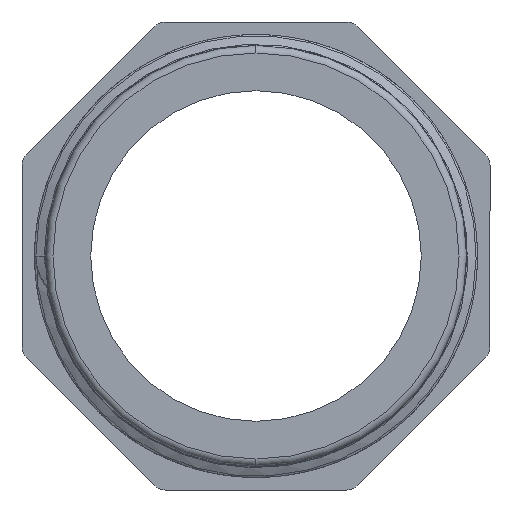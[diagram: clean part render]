
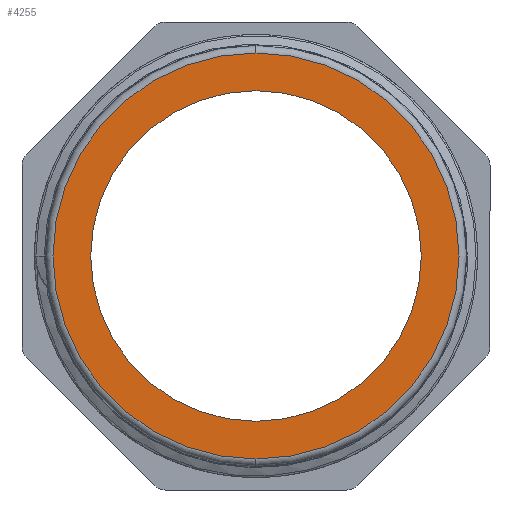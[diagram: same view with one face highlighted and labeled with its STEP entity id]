
A CAD part, left-side view. The second image highlights one B-rep face of the part: STEP entity #4255.
In plain terms, the highlighted planar face has unit normal (-1, 0, 0).
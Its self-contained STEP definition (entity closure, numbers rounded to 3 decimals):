
#802 = AXIS2_PLACEMENT_3D ( 'NONE', #7813, #7814, #7815 ) ;
#811 = AXIS2_PLACEMENT_3D ( 'NONE', #7807, #7808, #7809 ) ;
#817 = CIRCLE ( 'NONE', #811, 27.328 ) ;
#823 = CIRCLE ( 'NONE', #802, 22.25 ) ;
#4255 = ADVANCED_FACE ( 'NONE', ( #10178, #10170 ), #10179, .F. ) ;
#4380 = EDGE_CURVE ( 'NONE', #4540, #4537, #817, .T. ) ;
#4382 = EDGE_CURVE ( 'NONE', #4571, #4570, #823, .T. ) ;
#4459 = AXIS2_PLACEMENT_3D ( 'NONE', #10174, #10181, #10182 ) ;
#4537 = VERTEX_POINT ( 'NONE', #7863 ) ;
#4540 = VERTEX_POINT ( 'NONE', #7872 ) ;
#4570 = VERTEX_POINT ( 'NONE', #7902 ) ;
#4571 = VERTEX_POINT ( 'NONE', #7903 ) ;
#4796 = ORIENTED_EDGE ( 'NONE', *, *, #4380, .T. ) ;
#4797 = ORIENTED_EDGE ( 'NONE', *, *, #11629, .T. ) ;
#4798 = ORIENTED_EDGE ( 'NONE', *, *, #4382, .F. ) ;
#4799 = ORIENTED_EDGE ( 'NONE', *, *, #11630, .F. ) ;
#5030 = EDGE_LOOP ( 'NONE', ( #4798, #4799 ) ) ;
#5033 = EDGE_LOOP ( 'NONE', ( #4796, #4797 ) ) ;
#7807 = CARTESIAN_POINT ( 'NONE',  ( 0., 0., 0. ) ) ;
#7808 = DIRECTION ( 'NONE',  ( -1., 0., 0. ) ) ;
#7809 = DIRECTION ( 'NONE',  ( 0., 0., -1. ) ) ;
#7813 = CARTESIAN_POINT ( 'NONE',  ( 0., 0., 0. ) ) ;
#7814 = DIRECTION ( 'NONE',  ( -1., 0., 0. ) ) ;
#7815 = DIRECTION ( 'NONE',  ( 0., 0., 1. ) ) ;
#7863 = CARTESIAN_POINT ( 'NONE',  ( 0., 0., 27.328 ) ) ;
#7872 = CARTESIAN_POINT ( 'NONE',  ( 0., 0., -27.328 ) ) ;
#7902 = CARTESIAN_POINT ( 'NONE',  ( 0., 0., -22.25 ) ) ;
#7903 = CARTESIAN_POINT ( 'NONE',  ( 0., 0., 22.25 ) ) ;
#10170 = FACE_BOUND ( 'NONE', #5030, .T. ) ;
#10174 = CARTESIAN_POINT ( 'NONE',  ( 0., 0., -22.25 ) ) ;
#10178 = FACE_OUTER_BOUND ( 'NONE', #5033, .T. ) ;
#10179 = PLANE ( 'NONE',  #4459 ) ;
#10181 = DIRECTION ( 'NONE',  ( 1., 0., 0. ) ) ;
#10182 = DIRECTION ( 'NONE',  ( 0., 0., -1. ) ) ;
#11134 = CIRCLE ( 'NONE', #11139, 27.328 ) ;
#11136 = CIRCLE ( 'NONE', #11143, 22.25 ) ;
#11139 = AXIS2_PLACEMENT_3D ( 'NONE', #12630, #12631, #12632 ) ;
#11143 = AXIS2_PLACEMENT_3D ( 'NONE', #12633, #12634, #12635 ) ;
#11629 = EDGE_CURVE ( 'NONE', #4537, #4540, #11134, .T. ) ;
#11630 = EDGE_CURVE ( 'NONE', #4570, #4571, #11136, .T. ) ;
#12630 = CARTESIAN_POINT ( 'NONE',  ( 0., 0., 0. ) ) ;
#12631 = DIRECTION ( 'NONE',  ( -1., 0., 0. ) ) ;
#12632 = DIRECTION ( 'NONE',  ( 0., 0., -1. ) ) ;
#12633 = CARTESIAN_POINT ( 'NONE',  ( 0., 0., 0. ) ) ;
#12634 = DIRECTION ( 'NONE',  ( -1., 0., 0. ) ) ;
#12635 = DIRECTION ( 'NONE',  ( 0., 0., 1. ) ) ;
